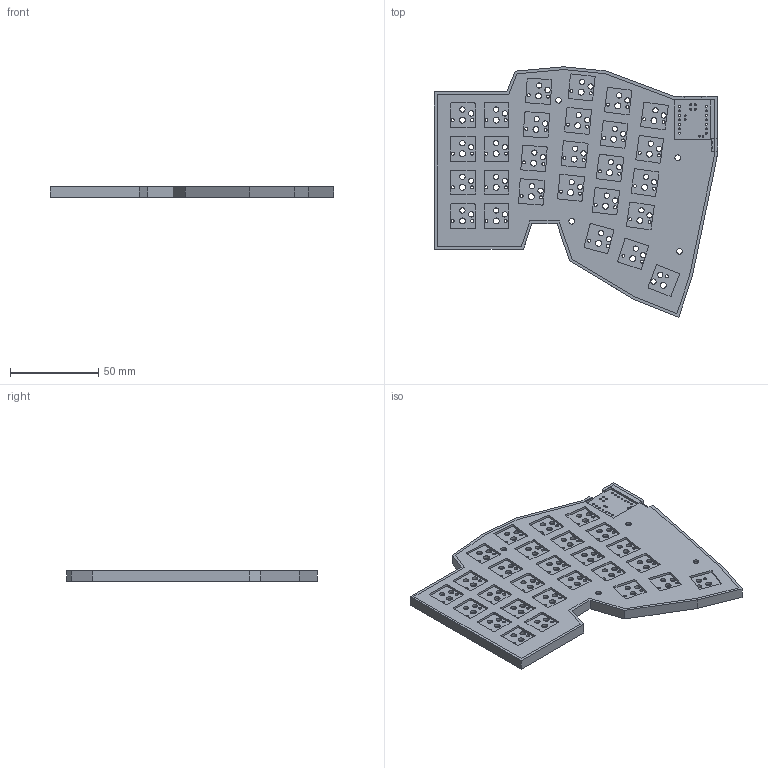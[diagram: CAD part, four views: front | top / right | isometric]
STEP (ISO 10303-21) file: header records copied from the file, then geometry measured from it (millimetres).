
FILE_DESCRIPTION(/* description */ ('STEP AP242 Edition 2','CAx-IF Rec.Pracs.---Representation and Presentation of Product Manufacturing Information (PMI)---4.0---2014-10-13','CAx-IF Rec.Pracs.---3D Tessellated Geometry---0.4---2014-09-14','2;1','CAx-IF Rec.Pracs.---User Defined Attributes---1.5---2016-08-15'),/* implementation_level */ '2;1');
FILE_NAME(/* name */ '6933b68a8591b1af7b0e1539',/* time_stamp */ '2025-12-06T04:52:26Z',/* author */ (''),/* organization */ (''),/* preprocessor_version */ 'ST-DEVELOPER v20',/* originating_system */ 'ONSHAPE BY PTC INC, 1.207',/* authorisation */ ' ');
FILE_SCHEMA (('AP242_MANAGED_MODEL_BASED_3D_ENGINEERING_MIM_LF { 1 0 10303 442 3 1 4 }'));
Length unit declared in the file: metre
Products named in the file (3): Part 4; split-keeb-v2_PCB_1; Part 2
Bounding box: 160.34 x 141.81 x 5.99 mm (x, y, z)
Volume: 85795.5 mm3; surface area: 93148.6 mm2
Topology: 3 solids, 3 shells, 636 faces, 1890 edges, 1260 vertices
Faces by surface type: cylinder 438, plane 198
Full cylindrical faces by diameter (mm): 0.9 x4, 1 x28, 1.05 x16, 1.7 x108, 3 x108, 3.2 x12, 3.4 x54
Entity records: 21582 total; most frequent: DIRECTION 3714, CARTESIAN_POINT 3459, ORIENTED_EDGE 3120, EDGE_LOOP 1680, FACE_BOUND 1680, EDGE_CURVE 1560, AXIS2_PLACEMENT_3D 1515, VERTEX_POINT 1260
